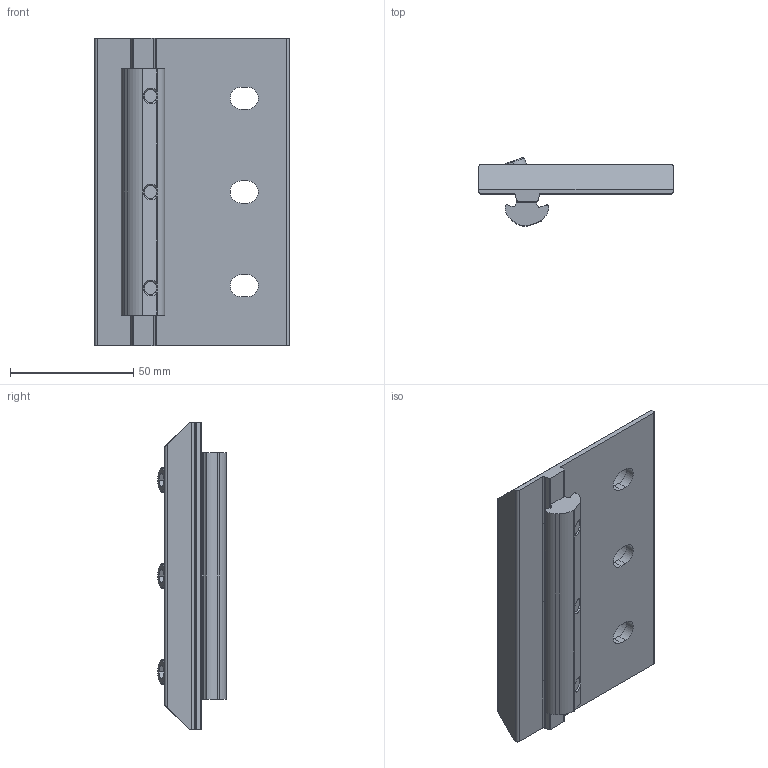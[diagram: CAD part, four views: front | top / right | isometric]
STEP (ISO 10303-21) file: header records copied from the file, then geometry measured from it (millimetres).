
FILE_DESCRIPTION (( 'STEP AP203' ), '1' );
FILE_NAME ('80mm Universal Butt Joint Joining Plate Kit(40CJP-0441-002-01).STEP', '2026-04-10T19:18:47', ( '' ), ( '' ), 'SwSTEP 2.0', 'SolidWorks 2025', '' );
FILE_SCHEMA (( 'CONFIG_CONTROL_DESIGN' ));
Length unit declared in the file: millimetre
Products named in the file (1): 80mm Universal Butt Joint Joining Plate Kit(40CJP-0441-002-01)
Bounding box: 79 x 27.91 x 125 mm (x, y, z)
Volume: 119188.7 mm3; surface area: 33873.5 mm2
Topology: 5 solids, 5 shells, 205 faces, 492 edges, 306 vertices
Faces by surface type: cylinder 75, plane 70, cone 30, bspline 18, torus 12
Entity records: 6247 total; most frequent: CARTESIAN_POINT 1460, ORIENTED_EDGE 984, DIRECTION 968, EDGE_CURVE 492, AXIS2_PLACEMENT_3D 358, VERTEX_POINT 306, VECTOR 252, LINE 252
